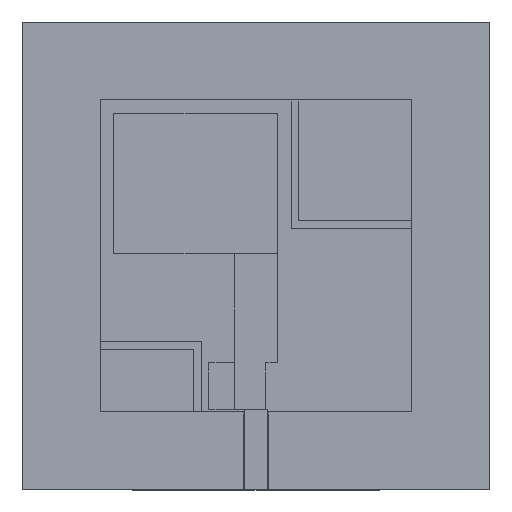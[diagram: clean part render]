
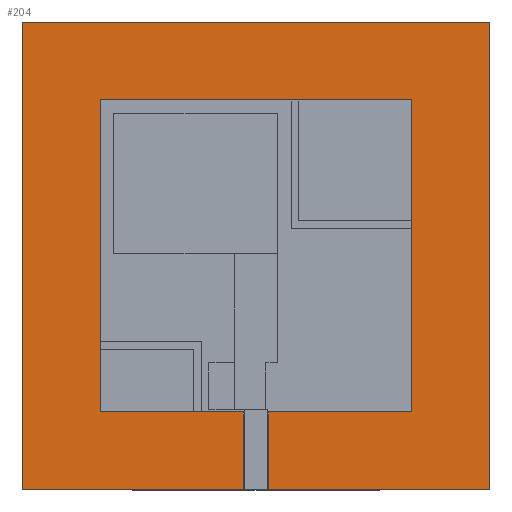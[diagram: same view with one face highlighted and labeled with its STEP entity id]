
A CAD part, top view. The second image highlights one B-rep face of the part: STEP entity #204.
In plain terms, the highlighted planar face has unit normal (0, 0, 1).
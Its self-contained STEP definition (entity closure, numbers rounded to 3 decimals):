
#204=ADVANCED_FACE('',(#403),#404,.T.);
#403=FACE_OUTER_BOUND('',#651,.T.);
#404=PLANE('',#652);
#651=EDGE_LOOP('',(#937,#938,#939,#940,#941,#942,#943,#944,#945,#946,#947,#948));
#652=AXIS2_PLACEMENT_3D('',#949,#950,#951);
#937=ORIENTED_EDGE('',*,*,#1347,.T.);
#938=ORIENTED_EDGE('',*,*,#1361,.F.);
#939=ORIENTED_EDGE('',*,*,#1390,.F.);
#940=ORIENTED_EDGE('',*,*,#1386,.F.);
#941=ORIENTED_EDGE('',*,*,#1382,.F.);
#942=ORIENTED_EDGE('',*,*,#1355,.F.);
#943=ORIENTED_EDGE('',*,*,#1350,.T.);
#944=ORIENTED_EDGE('',*,*,#1365,.T.);
#945=ORIENTED_EDGE('',*,*,#1372,.T.);
#946=ORIENTED_EDGE('',*,*,#1376,.T.);
#947=ORIENTED_EDGE('',*,*,#1379,.T.);
#948=ORIENTED_EDGE('',*,*,#1367,.T.);
#949=CARTESIAN_POINT('',(0.0,0.0,0.07));
#950=DIRECTION('',(0.0,0.0,1.0));
#951=DIRECTION('',(1.0,0.0,0.0));
#1347=EDGE_CURVE('',#1568,#1566,#1569,.T.);
#1350=EDGE_CURVE('',#1572,#1573,#1574,.T.);
#1355=EDGE_CURVE('',#1572,#1581,#1582,.T.);
#1361=EDGE_CURVE('',#1589,#1566,#1591,.T.);
#1365=EDGE_CURVE('',#1573,#1595,#1597,.T.);
#1367=EDGE_CURVE('',#1599,#1568,#1600,.T.);
#1372=EDGE_CURVE('',#1595,#1605,#1608,.T.);
#1376=EDGE_CURVE('',#1605,#1611,#1614,.T.);
#1379=EDGE_CURVE('',#1611,#1599,#1617,.T.);
#1382=EDGE_CURVE('',#1581,#1620,#1621,.T.);
#1386=EDGE_CURVE('',#1620,#1626,#1627,.T.);
#1390=EDGE_CURVE('',#1626,#1589,#1632,.T.);
#1566=VERTEX_POINT('',#1886);
#1568=VERTEX_POINT('',#1889);
#1569=LINE('',#1890,#1891);
#1572=VERTEX_POINT('',#1895);
#1573=VERTEX_POINT('',#1896);
#1574=LINE('',#1897,#1898);
#1581=VERTEX_POINT('',#1908);
#1582=LINE('',#1909,#1910);
#1589=VERTEX_POINT('',#1920);
#1591=LINE('',#1923,#1924);
#1595=VERTEX_POINT('',#1929);
#1597=LINE('',#1932,#1933);
#1599=VERTEX_POINT('',#1935);
#1600=LINE('',#1936,#1937);
#1605=VERTEX_POINT('',#1944);
#1608=LINE('',#1948,#1949);
#1611=VERTEX_POINT('',#1953);
#1614=LINE('',#1957,#1958);
#1617=LINE('',#1962,#1963);
#1620=VERTEX_POINT('',#1967);
#1621=LINE('',#1968,#1969);
#1626=VERTEX_POINT('',#1976);
#1627=LINE('',#1977,#1978);
#1632=LINE('',#1985,#1986);
#1886=CARTESIAN_POINT('',(1.65,-30.0,0.07));
#1889=CARTESIAN_POINT('',(1.65,-20.0,0.07));
#1890=CARTESIAN_POINT('',(1.65,-12.5,0.07));
#1891=VECTOR('',#2298,1.0);
#1895=CARTESIAN_POINT('',(-1.65,-30.0,0.07));
#1896=CARTESIAN_POINT('',(-1.65,-20.0,0.07));
#1897=CARTESIAN_POINT('',(-1.65,-12.5,0.07));
#1898=VECTOR('',#2300,1.0);
#1908=CARTESIAN_POINT('',(-30.0,-30.0,0.07));
#1909=CARTESIAN_POINT('',(0.0,-30.0,0.07));
#1910=VECTOR('',#2304,1.0);
#1920=CARTESIAN_POINT('',(30.0,-30.0,0.07));
#1923=CARTESIAN_POINT('',(0.0,-30.0,0.07));
#1924=VECTOR('',#2309,1.0);
#1929=CARTESIAN_POINT('',(-20.0,-20.0,0.07));
#1932=CARTESIAN_POINT('',(0.0,-20.0,0.07));
#1933=VECTOR('',#2312,1.0);
#1935=CARTESIAN_POINT('',(20.0,-20.0,0.07));
#1936=CARTESIAN_POINT('',(0.0,-20.0,0.07));
#1937=VECTOR('',#2313,1.0);
#1944=CARTESIAN_POINT('',(-20.0,20.0,0.07));
#1948=CARTESIAN_POINT('',(-20.0,0.0,0.07));
#1949=VECTOR('',#2317,1.0);
#1953=CARTESIAN_POINT('',(20.0,20.0,0.07));
#1957=CARTESIAN_POINT('',(0.0,20.0,0.07));
#1958=VECTOR('',#2320,1.0);
#1962=CARTESIAN_POINT('',(20.0,0.0,0.07));
#1963=VECTOR('',#2322,1.0);
#1967=CARTESIAN_POINT('',(-30.0,30.0,0.07));
#1968=CARTESIAN_POINT('',(-30.0,0.0,0.07));
#1969=VECTOR('',#2324,1.0);
#1976=CARTESIAN_POINT('',(30.0,30.0,0.07));
#1977=CARTESIAN_POINT('',(0.0,30.0,0.07));
#1978=VECTOR('',#2327,1.0);
#1985=CARTESIAN_POINT('',(30.0,0.0,0.07));
#1986=VECTOR('',#2330,1.0);
#2298=DIRECTION('',(0.0,-1.0,0.0));
#2300=DIRECTION('',(0.0,1.0,0.0));
#2304=DIRECTION('',(-1.0,-0.0,-0.0));
#2309=DIRECTION('',(-1.0,-0.0,-0.0));
#2312=DIRECTION('',(-1.0,0.0,0.0));
#2313=DIRECTION('',(-1.0,0.0,0.0));
#2317=DIRECTION('',(0.0,1.0,0.0));
#2320=DIRECTION('',(1.0,0.0,-0.0));
#2322=DIRECTION('',(0.0,-1.0,0.0));
#2324=DIRECTION('',(0.0,1.0,0.0));
#2327=DIRECTION('',(1.0,0.0,0.0));
#2330=DIRECTION('',(-0.0,-1.0,-0.0));
